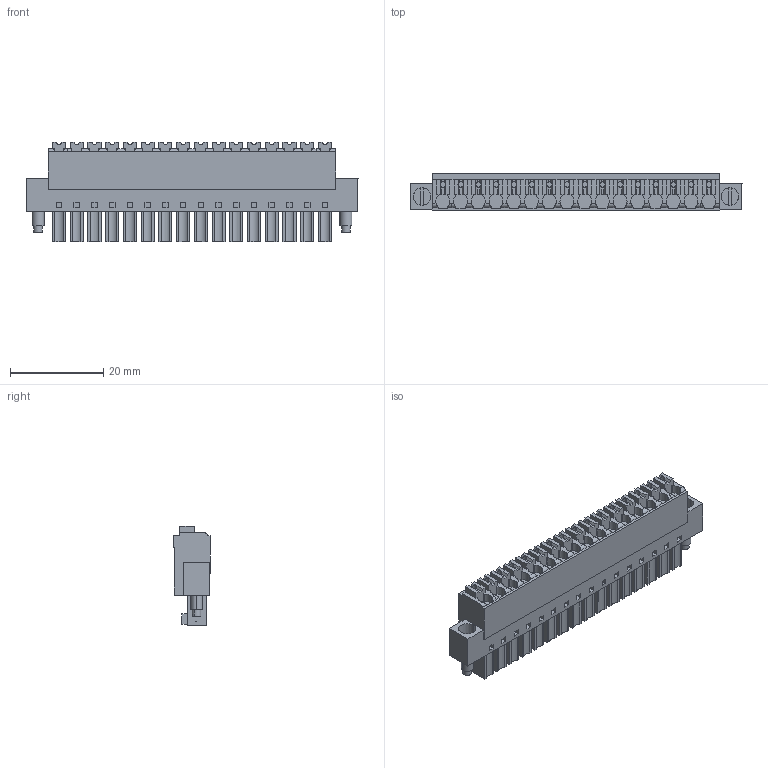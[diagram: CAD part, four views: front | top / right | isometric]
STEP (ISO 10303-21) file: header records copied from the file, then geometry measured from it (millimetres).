
FILE_DESCRIPTION(('CATIA V5 STEP Exchange','CAx-IF Rec.Pracs.--- Model Styling and Organization---1.2---2011-12-15'),'2;1');
FILE_NAME ('D1460733_0', '2017-07-25T13:10:19+00:00', ('none'), ('Weidmueller'), 'CATIA Version 5-6 Release 2014', 'CATIA V5 STEP AP214', 'none');
FILE_SCHEMA(('AUTOMOTIVE_DESIGN { 1 0 10303 214 1 1 1 1 }'));
Length unit declared in the file: millimetre
Products named in the file (1): 1972070000
Bounding box: 71.35 x 7.9 x 21.4 mm (x, y, z)
Volume: 7689.5 mm3; surface area: 6751.2 mm2
Topology: 19 solids, 19 shells, 1004 faces, 2680 edges, 1784 vertices
Faces by surface type: plane 805, cylinder 199
Entity records: 30018 total; most frequent: CARTESIAN_POINT 5810, ORIENTED_EDGE 5360, DIRECTION 3704, EDGE_CURVE 2680, VECTOR 2148, LINE 2148, VERTEX_POINT 1784, EDGE_LOOP 1110
